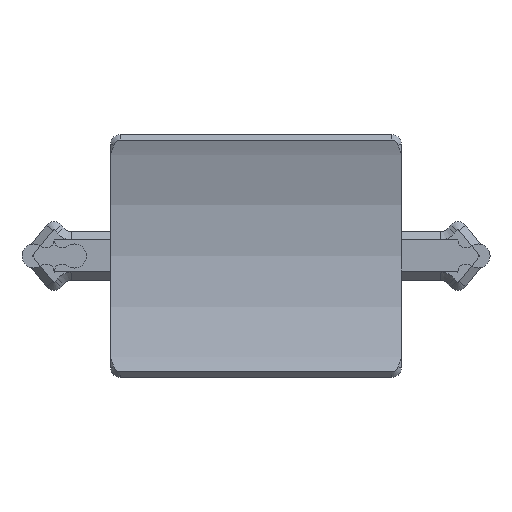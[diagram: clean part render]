
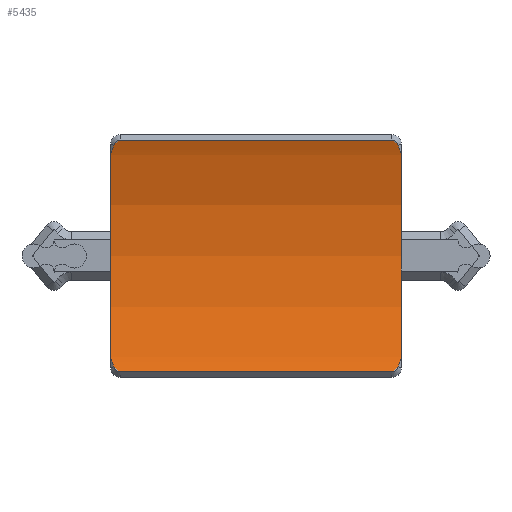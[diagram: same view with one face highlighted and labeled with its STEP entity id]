
A CAD part, top view. The second image highlights one B-rep face of the part: STEP entity #5435.
In plain terms, the highlighted cylindrical face has radius 200 mm (diameter 400 mm), a partial arc.
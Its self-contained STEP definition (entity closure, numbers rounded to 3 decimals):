
#353=FACE_OUTER_BOUND('',#683,.T.);
#683=EDGE_LOOP('',(#3719,#3720,#3721,#3722,#3723,#3724,#3725,#3726,#3727,
#3728,#3729,#3730));
#1013=LINE('',#8271,#1579);
#1014=LINE('',#8301,#1580);
#1579=VECTOR('',#6505,10.);
#1580=VECTOR('',#6512,10.);
#2145=B_SPLINE_CURVE_WITH_KNOTS('',3,(#8260,#8261,#8262,#8263,#8264,#8265,
#8266,#8267,#8268,#8269),.UNSPECIFIED.,.F.,.F.,(4,2,2,2,4),(-0.478,
-0.341,-0.204,-0.102,0.),
 .UNSPECIFIED.);
#2146=B_SPLINE_CURVE_WITH_KNOTS('',3,(#8273,#8274,#8275,#8276,#8277,#8278,
#8279,#8280,#8281,#8282),.UNSPECIFIED.,.F.,.F.,(4,2,2,2,4),(0.,0.102,
0.204,0.341,0.478),.UNSPECIFIED.);
#2147=B_SPLINE_CURVE_WITH_KNOTS('',3,(#8290,#8291,#8292,#8293,#8294,#8295,
#8296,#8297,#8298,#8299),.UNSPECIFIED.,.F.,.F.,(4,2,2,2,4),(0.791,
0.928,1.065,1.167,1.269),
 .UNSPECIFIED.);
#2148=B_SPLINE_CURVE_WITH_KNOTS('',3,(#8302,#8303,#8304,#8305,#8306,#8307,
#8308,#8309,#8310,#8311),.UNSPECIFIED.,.F.,.F.,(4,2,2,2,4),(1.269,
1.371,1.473,1.61,1.747),
 .UNSPECIFIED.);
#2157=CIRCLE('',#5902,200.);
#2158=CIRCLE('',#5905,200.);
#2367=ELLIPSE('',#5901,282.843,200.);
#2368=ELLIPSE('',#5903,282.843,200.);
#2369=ELLIPSE('',#5904,282.843,200.);
#2370=ELLIPSE('',#5906,282.843,200.);
#2395=VERTEX_POINT('',#8252);
#2396=VERTEX_POINT('',#8253);
#2397=VERTEX_POINT('',#8255);
#2398=VERTEX_POINT('',#8257);
#2399=VERTEX_POINT('',#8259);
#2400=VERTEX_POINT('',#8270);
#2401=VERTEX_POINT('',#8272);
#2402=VERTEX_POINT('',#8283);
#2403=VERTEX_POINT('',#8285);
#2404=VERTEX_POINT('',#8287);
#2405=VERTEX_POINT('',#8289);
#2406=VERTEX_POINT('',#8300);
#2903=EDGE_CURVE('',#2395,#2396,#2367,.T.);
#2904=EDGE_CURVE('',#2397,#2395,#2157,.T.);
#2905=EDGE_CURVE('',#2398,#2397,#2368,.T.);
#2906=EDGE_CURVE('',#2398,#2399,#2145,.T.);
#2907=EDGE_CURVE('',#2400,#2399,#1013,.T.);
#2908=EDGE_CURVE('',#2400,#2401,#2146,.T.);
#2909=EDGE_CURVE('',#2402,#2401,#2369,.T.);
#2910=EDGE_CURVE('',#2403,#2402,#2158,.T.);
#2911=EDGE_CURVE('',#2404,#2403,#2370,.T.);
#2912=EDGE_CURVE('',#2404,#2405,#2147,.T.);
#2913=EDGE_CURVE('',#2406,#2405,#1014,.T.);
#2914=EDGE_CURVE('',#2406,#2396,#2148,.T.);
#3719=ORIENTED_EDGE('',*,*,#2903,.F.);
#3720=ORIENTED_EDGE('',*,*,#2904,.F.);
#3721=ORIENTED_EDGE('',*,*,#2905,.F.);
#3722=ORIENTED_EDGE('',*,*,#2906,.T.);
#3723=ORIENTED_EDGE('',*,*,#2907,.F.);
#3724=ORIENTED_EDGE('',*,*,#2908,.T.);
#3725=ORIENTED_EDGE('',*,*,#2909,.F.);
#3726=ORIENTED_EDGE('',*,*,#2910,.F.);
#3727=ORIENTED_EDGE('',*,*,#2911,.F.);
#3728=ORIENTED_EDGE('',*,*,#2912,.T.);
#3729=ORIENTED_EDGE('',*,*,#2913,.F.);
#3730=ORIENTED_EDGE('',*,*,#2914,.T.);
#5351=CYLINDRICAL_SURFACE('',#5900,200.);
#5435=ADVANCED_FACE('',(#353),#5351,.F.);
#5900=AXIS2_PLACEMENT_3D('',#8251,#6497,#6498);
#5901=AXIS2_PLACEMENT_3D('',#8254,#6499,#6500);
#5902=AXIS2_PLACEMENT_3D('',#8256,#6501,#6502);
#5903=AXIS2_PLACEMENT_3D('',#8258,#6503,#6504);
#5904=AXIS2_PLACEMENT_3D('',#8284,#6506,#6507);
#5905=AXIS2_PLACEMENT_3D('',#8286,#6508,#6509);
#5906=AXIS2_PLACEMENT_3D('',#8288,#6510,#6511);
#6497=DIRECTION('center_axis',(-1.,0.,0.));
#6498=DIRECTION('ref_axis',(0.,1.,0.));
#6499=DIRECTION('center_axis',(-0.707,0.,
-0.707));
#6500=DIRECTION('ref_axis',(0.707,0.,-0.707));
#6501=DIRECTION('center_axis',(-1.,0.,0.));
#6502=DIRECTION('ref_axis',(0.,1.,0.));
#6503=DIRECTION('center_axis',(-0.707,0.,
-0.707));
#6504=DIRECTION('ref_axis',(0.707,0.,-0.707));
#6505=DIRECTION('',(1.,0.,0.));
#6506=DIRECTION('center_axis',(0.707,0.,-0.707));
#6507=DIRECTION('ref_axis',(-0.707,0.,-0.707));
#6508=DIRECTION('center_axis',(1.,0.,0.));
#6509=DIRECTION('ref_axis',(0.,1.,0.));
#6510=DIRECTION('center_axis',(0.707,0.,-0.707));
#6511=DIRECTION('ref_axis',(-0.707,0.,-0.707));
#6512=DIRECTION('',(-1.,0.,0.));
#8251=CARTESIAN_POINT('Origin',(90.,0.,235.));
#8252=CARTESIAN_POINT('',(90.,-62.45,45.));
#8253=CARTESIAN_POINT('',(87.721,-69.,47.279));
#8254=CARTESIAN_POINT('Origin',(-100.,0.,235.));
#8255=CARTESIAN_POINT('',(90.,62.45,45.));
#8256=CARTESIAN_POINT('Origin',(90.,0.,235.));
#8257=CARTESIAN_POINT('',(87.721,69.,47.279));
#8258=CARTESIAN_POINT('Origin',(-100.,0.,235.));
#8259=CARTESIAN_POINT('',(84.,71.704,48.296));
#8260=CARTESIAN_POINT('Ctrl Pts',(87.721,69.,47.279));
#8261=CARTESIAN_POINT('Ctrl Pts',(87.572,69.405,47.428));
#8262=CARTESIAN_POINT('Ctrl Pts',(87.347,69.822,47.583));
#8263=CARTESIAN_POINT('Ctrl Pts',(86.762,70.56,47.86));
#8264=CARTESIAN_POINT('Ctrl Pts',(86.403,70.88,47.981));
#8265=CARTESIAN_POINT('Ctrl Pts',(85.741,71.294,48.139));
#8266=CARTESIAN_POINT('Ctrl Pts',(85.408,71.449,48.198));
#8267=CARTESIAN_POINT('Ctrl Pts',(84.708,71.655,48.277));
#8268=CARTESIAN_POINT('Ctrl Pts',(84.34,71.704,48.296));
#8269=CARTESIAN_POINT('Ctrl Pts',(84.,71.704,48.296));
#8270=CARTESIAN_POINT('',(-84.,71.704,48.296));
#8271=CARTESIAN_POINT('',(90.,71.704,48.296));
#8272=CARTESIAN_POINT('',(-87.721,69.,47.279));
#8273=CARTESIAN_POINT('Ctrl Pts',(-84.,71.704,48.296));
#8274=CARTESIAN_POINT('Ctrl Pts',(-84.34,71.704,48.296));
#8275=CARTESIAN_POINT('Ctrl Pts',(-84.708,71.655,48.277));
#8276=CARTESIAN_POINT('Ctrl Pts',(-85.408,71.449,48.198));
#8277=CARTESIAN_POINT('Ctrl Pts',(-85.741,71.294,48.139));
#8278=CARTESIAN_POINT('Ctrl Pts',(-86.403,70.88,47.981));
#8279=CARTESIAN_POINT('Ctrl Pts',(-86.762,70.56,47.86));
#8280=CARTESIAN_POINT('Ctrl Pts',(-87.347,69.822,47.583));
#8281=CARTESIAN_POINT('Ctrl Pts',(-87.572,69.405,47.428));
#8282=CARTESIAN_POINT('Ctrl Pts',(-87.721,69.,47.279));
#8283=CARTESIAN_POINT('',(-90.,62.45,45.));
#8284=CARTESIAN_POINT('Origin',(100.,0.,235.));
#8285=CARTESIAN_POINT('',(-90.,-62.45,45.));
#8286=CARTESIAN_POINT('Origin',(-90.,0.,235.));
#8287=CARTESIAN_POINT('',(-87.721,-69.,47.279));
#8288=CARTESIAN_POINT('Origin',(100.,0.,235.));
#8289=CARTESIAN_POINT('',(-84.,-71.704,48.296));
#8290=CARTESIAN_POINT('Ctrl Pts',(-87.721,-69.,47.279));
#8291=CARTESIAN_POINT('Ctrl Pts',(-87.572,-69.405,47.428));
#8292=CARTESIAN_POINT('Ctrl Pts',(-87.347,-69.822,47.583));
#8293=CARTESIAN_POINT('Ctrl Pts',(-86.762,-70.56,47.86));
#8294=CARTESIAN_POINT('Ctrl Pts',(-86.403,-70.88,47.981));
#8295=CARTESIAN_POINT('Ctrl Pts',(-85.741,-71.294,48.139));
#8296=CARTESIAN_POINT('Ctrl Pts',(-85.408,-71.449,48.198));
#8297=CARTESIAN_POINT('Ctrl Pts',(-84.708,-71.655,48.277));
#8298=CARTESIAN_POINT('Ctrl Pts',(-84.34,-71.704,48.296));
#8299=CARTESIAN_POINT('Ctrl Pts',(-84.,-71.704,48.296));
#8300=CARTESIAN_POINT('',(84.,-71.704,48.296));
#8301=CARTESIAN_POINT('',(90.,-71.704,48.296));
#8302=CARTESIAN_POINT('Ctrl Pts',(84.,-71.704,48.296));
#8303=CARTESIAN_POINT('Ctrl Pts',(84.34,-71.704,48.296));
#8304=CARTESIAN_POINT('Ctrl Pts',(84.708,-71.655,48.277));
#8305=CARTESIAN_POINT('Ctrl Pts',(85.408,-71.449,48.198));
#8306=CARTESIAN_POINT('Ctrl Pts',(85.741,-71.294,48.139));
#8307=CARTESIAN_POINT('Ctrl Pts',(86.403,-70.88,47.981));
#8308=CARTESIAN_POINT('Ctrl Pts',(86.762,-70.56,47.86));
#8309=CARTESIAN_POINT('Ctrl Pts',(87.347,-69.822,47.583));
#8310=CARTESIAN_POINT('Ctrl Pts',(87.572,-69.405,47.428));
#8311=CARTESIAN_POINT('Ctrl Pts',(87.721,-69.,47.279));
